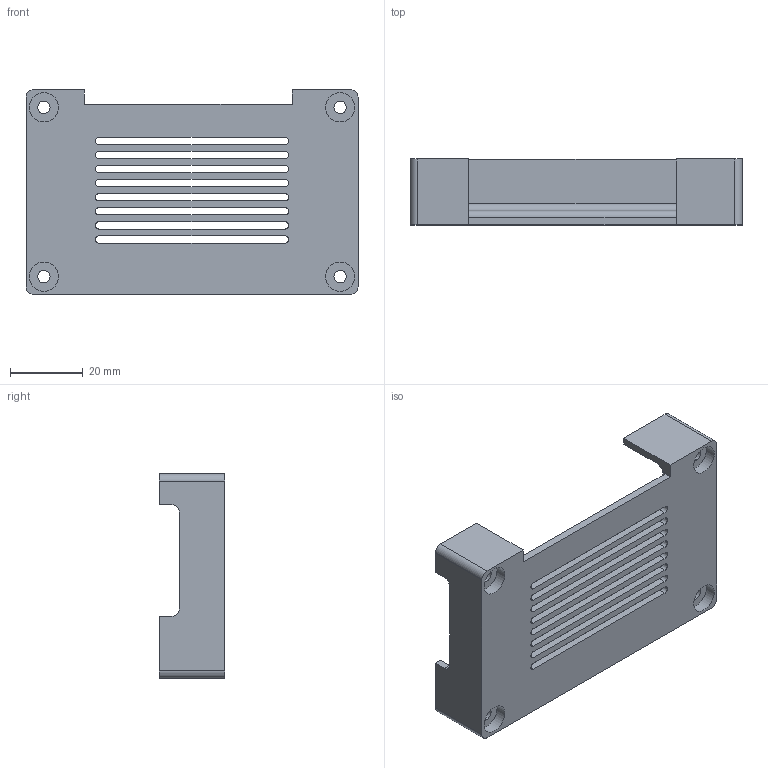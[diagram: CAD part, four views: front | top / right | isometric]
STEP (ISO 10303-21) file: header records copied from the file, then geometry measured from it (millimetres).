
FILE_DESCRIPTION(/* description */ (''),/* implementation_level */ '2;1');
FILE_NAME(/* name */ 'Case.step',/* time_stamp */ '2024-05-29T16:34:30-04:00',/* author */ (''),/* organization */ (''),/* preprocessor_version */ 'ST-DEVELOPER v20',/* originating_system */ 'Autodesk Translation Framework v12.14.0.127',/* authorisation */ '');
FILE_SCHEMA (('AUTOMOTIVE_DESIGN { 1 0 10303 214 3 1 1 }'));
Length unit declared in the file: millimetre
Products named in the file (1): Case
Bounding box: 91 x 18 x 56 mm (x, y, z)
Volume: 17173.3 mm3; surface area: 17316.6 mm2
Topology: 1 solids, 1 shells, 117 faces, 311 edges, 200 vertices
Faces by surface type: cylinder 56, plane 51, torus 10
Full cylindrical faces by diameter (mm): 3.4 x4, 8 x4
Entity records: 3820 total; most frequent: CARTESIAN_POINT 751, DIRECTION 645, ORIENTED_EDGE 622, EDGE_CURVE 311, AXIS2_PLACEMENT_3D 226, VERTEX_POINT 200, LINE 193, VECTOR 193
